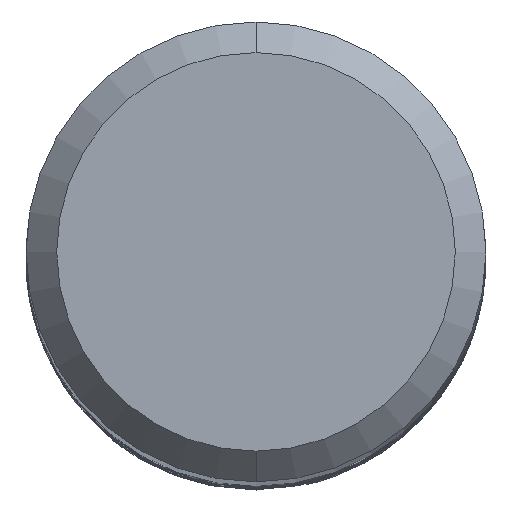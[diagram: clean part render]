
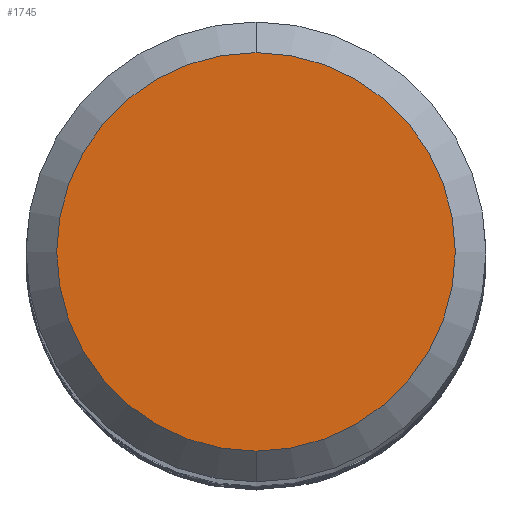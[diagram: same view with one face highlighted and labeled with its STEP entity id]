
A CAD part, top view. The second image highlights one B-rep face of the part: STEP entity #1745.
In plain terms, the highlighted planar face has unit normal (0, 0, 1).
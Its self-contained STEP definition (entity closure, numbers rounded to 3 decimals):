
#1745=ADVANCED_FACE('',(#4239),#4240,.T.);
#2449=EDGE_CURVE('',#3355,#2831,#5000,.T.);
#2831=VERTEX_POINT('',#5421);
#3355=VERTEX_POINT('',#5999);
#3661=EDGE_CURVE('',#2831,#3355,#6330,.T.);
#4239=FACE_OUTER_BOUND('',#12019,.T.);
#4240=PLANE('',#12020);
#5000=CIRCLE('',#17548,2.6);
#5421=CARTESIAN_POINT('',(0.,-2.6,0.0));
#5999=CARTESIAN_POINT('',(0.0,2.6,0.0));
#6330=CIRCLE('',#29636,2.6);
#12019=EDGE_LOOP('',(#30579,#30580));
#12020=AXIS2_PLACEMENT_3D('',#30581,#30582,#30583);
#17548=AXIS2_PLACEMENT_3D('',#31467,#31468,#31469);
#29636=AXIS2_PLACEMENT_3D('',#32881,#32882,#32883);
#30579=ORIENTED_EDGE('',*,*,#2449,.F.);
#30580=ORIENTED_EDGE('',*,*,#3661,.F.);
#30581=CARTESIAN_POINT('',(0.0,1.3,0.0));
#30582=DIRECTION('',(-0.0,0.0,1.0));
#30583=DIRECTION('',(0.0,-1.0,0.0));
#31467=CARTESIAN_POINT('',(0.0,0.0,0.0));
#31468=DIRECTION('',(0.0,0.0,-1.0));
#31469=DIRECTION('',(0.0,1.0,0.0));
#32881=CARTESIAN_POINT('',(0.0,0.0,0.0));
#32882=DIRECTION('',(0.0,0.0,-1.0));
#32883=DIRECTION('',(0.0,1.0,0.0));
